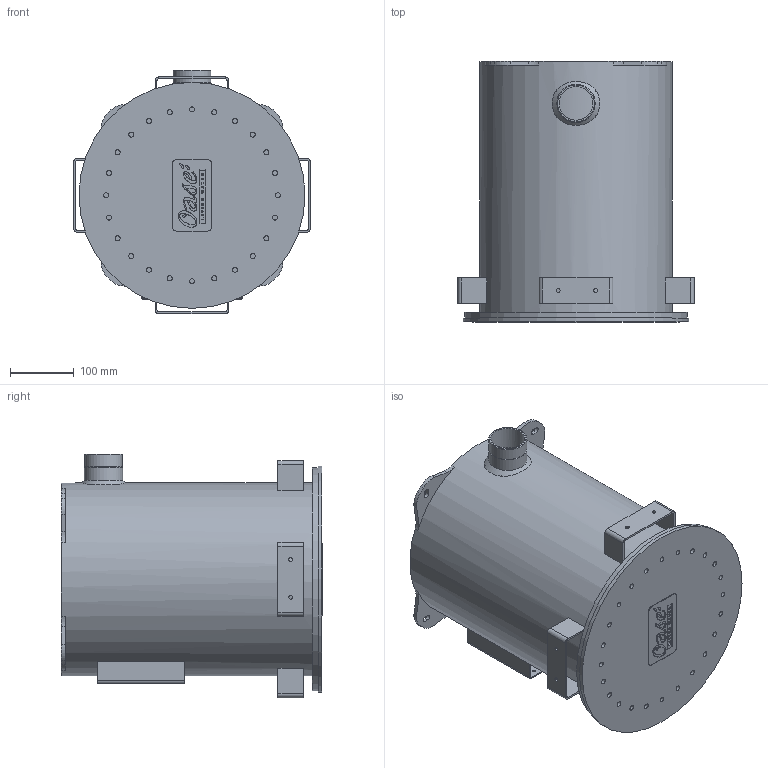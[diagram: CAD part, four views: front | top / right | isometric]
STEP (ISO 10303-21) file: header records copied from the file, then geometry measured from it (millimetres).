
FILE_DESCRIPTION(/* description */ ('','CAx-IF Rec.Pracs.---Representation and Presentation of Product Manufacturing Information (PMI)---4.0---2014-10-13'),/* implementation_level */ '2;1');
FILE_NAME(/* name */ '58907 Crown nozzle.stp',/* time_stamp */ '2019-10-08T11:02:32+02:00',/* author */ ('guzb562'),/* organization */ (''),/* preprocessor_version */ 'ST-DEVELOPER v17.2',/* originating_system */ 'Autodesk Inventor 2019',/* authorisation */ '');
FILE_SCHEMA (('AP242_MANAGED_MODEL_BASED_3D_ENGINEERING_MIM_LF { 1 0 10303 442 1 1 4 }'));
Length unit declared in the file: millimetre
Products named in the file (1): 58907 Crown nozzle
Bounding box: 371.92 x 410 x 382.46 mm (x, y, z)
Volume: 30089989.7 mm3; surface area: 766960.6 mm2
Topology: 1 solids, 1 shells, 391 faces, 1372 edges, 1353 vertices
Faces by surface type: plane 215, cylinder 95, bspline 78, cone 3
Full cylindrical faces by diameter (mm): 4.2 x4, 6 x8, 8 x24, 53.1 x1, 59.602 x1, 60.292 x1, 303 x1, 350 x1, 355 x1
Entity records: 15651 total; most frequent: CARTESIAN_POINT 4742, ORIENTED_EDGE 2038, DIRECTION 1898, EDGE_CURVE 1019, VERTEX_POINT 681, AXIS2_PLACEMENT_3D 633, LINE 632, VECTOR 632
